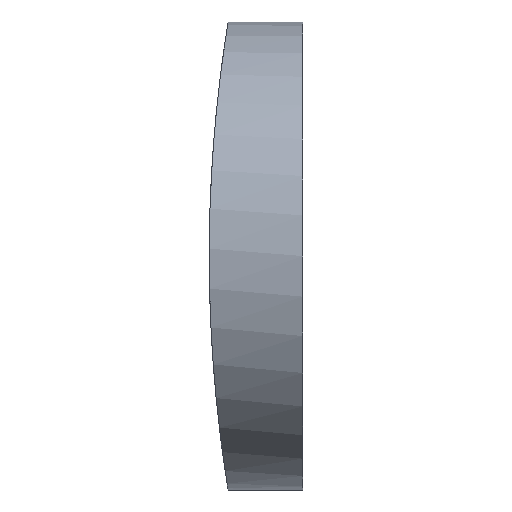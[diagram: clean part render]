
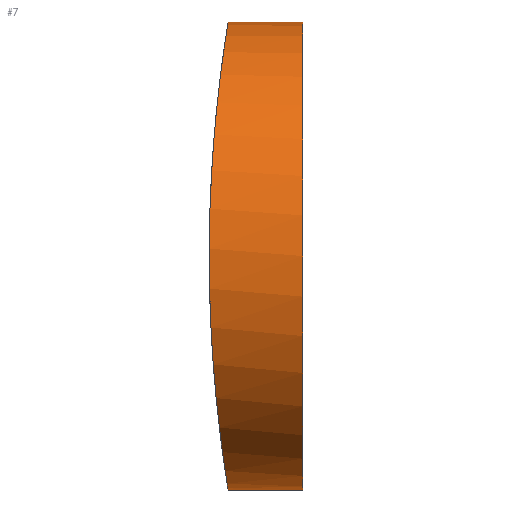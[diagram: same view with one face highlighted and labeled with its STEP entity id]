
A CAD part, front view. The second image highlights one B-rep face of the part: STEP entity #7.
In plain terms, the highlighted cylindrical face has radius 6.25 mm (diameter 12.5 mm), a partial arc.
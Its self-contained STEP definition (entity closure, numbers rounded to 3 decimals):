
#7 = ADVANCED_FACE ( 'NONE', ( #53 ), #189, .T. ) ;
#9 = VERTEX_POINT ( 'NONE', #207 ) ;
#10 = CARTESIAN_POINT ( 'NONE',  ( -33.918, 5.837, 6.25 ) ) ;
#11 = DIRECTION ( 'NONE',  ( 1., 0., 0. ) ) ;
#13 = CARTESIAN_POINT ( 'NONE',  ( -34.06, 2.942, -5.307 ) ) ;
#14 = AXIS2_PLACEMENT_3D ( 'NONE', #77, #193, #132 ) ;
#15 = CARTESIAN_POINT ( 'NONE',  ( -33.925, 5.428, -6.209 ) ) ;
#17 = CARTESIAN_POINT ( 'NONE',  ( -34.105, 2.441, 4.972 ) ) ;
#21 = VERTEX_POINT ( 'NONE', #60 ) ;
#23 = LINE ( 'NONE', #61, #204 ) ;
#24 = DIRECTION ( 'NONE',  ( 1., 0., 0. ) ) ;
#29 = CIRCLE ( 'NONE', #14, 6.25 ) ;
#33 = CARTESIAN_POINT ( 'NONE',  ( -34.418, 0.041, -0.82 ) ) ;
#35 = CARTESIAN_POINT ( 'NONE',  ( -33.918, 6.25, -6.25 ) ) ;
#37 = CARTESIAN_POINT ( 'NONE',  ( -34.339, 0.557, 2.587 ) ) ;
#42 = CARTESIAN_POINT ( 'NONE',  ( -34.393, 0.202, 1.63 ) ) ;
#43 = CARTESIAN_POINT ( 'NONE',  ( -33.925, 5.43, 6.209 ) ) ;
#44 = CARTESIAN_POINT ( 'NONE',  ( -33.918, 6.25, 6.25 ) ) ;
#48 = CARTESIAN_POINT ( 'NONE',  ( -34.399, 0.16, -1.419 ) ) ;
#49 = CARTESIAN_POINT ( 'NONE',  ( -34.392, 0.209, -1.617 ) ) ;
#50 = CARTESIAN_POINT ( 'NONE',  ( -34.374, 0.323, 2.024 ) ) ;
#53 = FACE_OUTER_BOUND ( 'NONE', #216, .T. ) ;
#58 = CARTESIAN_POINT ( 'NONE',  ( -44.625, 6.25, 0. ) ) ;
#59 = CARTESIAN_POINT ( 'NONE',  ( -34.005, 3.663, -5.693 ) ) ;
#60 = CARTESIAN_POINT ( 'NONE',  ( -33.918, 6.25, -6.25 ) ) ;
#61 = CARTESIAN_POINT ( 'NONE',  ( -44.625, 6.25, -6.25 ) ) ;
#68 = CARTESIAN_POINT ( 'NONE',  ( -33.97, 4.24, 5.922 ) ) ;
#70 = LINE ( 'NONE', #209, #147 ) ;
#77 = CARTESIAN_POINT ( 'NONE',  ( -31.925, 6.25, 0. ) ) ;
#79 = CARTESIAN_POINT ( 'NONE',  ( -34.139, 2.117, -4.706 ) ) ;
#80 = CARTESIAN_POINT ( 'NONE',  ( -34.425, 0., 0.414 ) ) ;
#82 = CARTESIAN_POINT ( 'NONE',  ( -34.044, 3.119, 5.425 ) ) ;
#84 = ORIENTED_EDGE ( 'NONE', *, *, #185, .T. ) ;
#86 = ORIENTED_EDGE ( 'NONE', *, *, #113, .F. ) ;
#87 = CARTESIAN_POINT ( 'NONE',  ( -33.918, 6.25, 6.25 ) ) ;
#93 = CARTESIAN_POINT ( 'NONE',  ( -33.951, 4.633, 6.041 ) ) ;
#94 = DIRECTION ( 'NONE',  ( 1., 0., 0. ) ) ;
#95 = VERTEX_POINT ( 'NONE', #87 ) ;
#99 = CARTESIAN_POINT ( 'NONE',  ( -34.239, 1.278, -3.809 ) ) ;
#100 = ORIENTED_EDGE ( 'NONE', *, *, #201, .T. ) ;
#102 = CARTESIAN_POINT ( 'NONE',  ( -34.238, 1.286, 3.82 ) ) ;
#103 = B_SPLINE_CURVE_WITH_KNOTS ( 'NONE', 3,
 ( #44, #10, #43, #192, #93, #68, #180, #161, #82, #17, #215, #200, #102, #121, #213, #141, #37, #50, #42, #138, #80, #158, #33, #48, #49, #109, #108, #195, #173, #99, #111, #79, #208, #13, #212, #171, #59, #169, #196, #15, #125, #35 ),
 .UNSPECIFIED., .F., .F.,
 ( 4, 2, 2, 2, 2, 2, 2, 2, 2, 2, 2, 2, 2, 2, 2, 2, 2, 2, 2, 2, 4 ),
 ( 0.01, 0.011, 0.012, 0.012, 0.013, 0.015, 0.016, 0.017, 0.017, 0.018, 0.02, 0.021, 0.021, 0.022, 0.023, 0.024, 0.026, 0.026, 0.027, 0.028, 0.029 ),
 .UNSPECIFIED. ) ;
#108 = CARTESIAN_POINT ( 'NONE',  ( -34.363, 0.398, -2.205 ) ) ;
#109 = CARTESIAN_POINT ( 'NONE',  ( -34.373, 0.328, -2.01 ) ) ;
#111 = CARTESIAN_POINT ( 'NONE',  ( -34.205, 1.542, -4.13 ) ) ;
#113 = EDGE_CURVE ( 'NONE', #9, #129, #29, .T. ) ;
#116 = CARTESIAN_POINT ( 'NONE',  ( -31.925, 6.25, -6.25 ) ) ;
#117 = DIRECTION ( 'NONE',  ( 0., 0., -1. ) ) ;
#121 = CARTESIAN_POINT ( 'NONE',  ( -34.284, 0.943, 3.308 ) ) ;
#123 = ORIENTED_EDGE ( 'NONE', *, *, #124, .F. ) ;
#124 = EDGE_CURVE ( 'NONE', #95, #9, #70, .T. ) ;
#125 = CARTESIAN_POINT ( 'NONE',  ( -33.918, 5.837, -6.25 ) ) ;
#129 = VERTEX_POINT ( 'NONE', #116 ) ;
#132 = DIRECTION ( 'NONE',  ( 0., 0., -1. ) ) ;
#138 = CARTESIAN_POINT ( 'NONE',  ( -34.418, 0.041, 0.822 ) ) ;
#141 = CARTESIAN_POINT ( 'NONE',  ( -34.326, 0.644, 2.771 ) ) ;
#147 = VECTOR ( 'NONE', #11, 1000. ) ;
#158 = CARTESIAN_POINT ( 'NONE',  ( -34.425, 0., -0.413 ) ) ;
#160 = AXIS2_PLACEMENT_3D ( 'NONE', #58, #24, #117 ) ;
#161 = CARTESIAN_POINT ( 'NONE',  ( -34.016, 3.478, 5.616 ) ) ;
#169 = CARTESIAN_POINT ( 'NONE',  ( -33.969, 4.226, -5.927 ) ) ;
#171 = CARTESIAN_POINT ( 'NONE',  ( -34.018, 3.479, -5.606 ) ) ;
#173 = CARTESIAN_POINT ( 'NONE',  ( -34.3, 0.825, -3.131 ) ) ;
#180 = CARTESIAN_POINT ( 'NONE',  ( -33.981, 4.045, 5.852 ) ) ;
#185 = EDGE_CURVE ( 'NONE', #21, #129, #23, .T. ) ;
#189 = CYLINDRICAL_SURFACE ( 'NONE', #160, 6.25 ) ;
#192 = CARTESIAN_POINT ( 'NONE',  ( -33.944, 4.831, 6.09 ) ) ;
#193 = DIRECTION ( 'NONE',  ( 1., 0., 0. ) ) ;
#195 = CARTESIAN_POINT ( 'NONE',  ( -34.327, 0.633, -2.772 ) ) ;
#196 = CARTESIAN_POINT ( 'NONE',  ( -33.95, 4.62, -6.048 ) ) ;
#200 = CARTESIAN_POINT ( 'NONE',  ( -34.205, 1.544, 4.133 ) ) ;
#201 = EDGE_CURVE ( 'NONE', #95, #21, #103, .T. ) ;
#204 = VECTOR ( 'NONE', #94, 1000. ) ;
#207 = CARTESIAN_POINT ( 'NONE',  ( -31.925, 6.25, 6.25 ) ) ;
#208 = CARTESIAN_POINT ( 'NONE',  ( -34.106, 2.431, -4.964 ) ) ;
#209 = CARTESIAN_POINT ( 'NONE',  ( -44.625, 6.25, 6.25 ) ) ;
#212 = CARTESIAN_POINT ( 'NONE',  ( -34.045, 3.119, -5.413 ) ) ;
#213 = CARTESIAN_POINT ( 'NONE',  ( -34.299, 0.837, 3.131 ) ) ;
#215 = CARTESIAN_POINT ( 'NONE',  ( -34.139, 2.12, 4.708 ) ) ;
#216 = EDGE_LOOP ( 'NONE', ( #123, #100, #84, #86 ) ) ;
